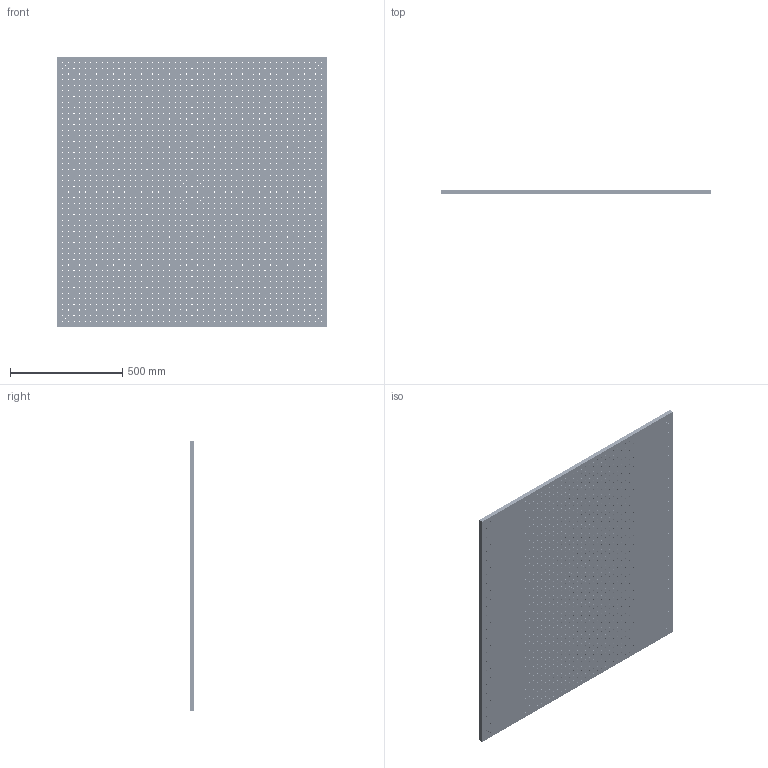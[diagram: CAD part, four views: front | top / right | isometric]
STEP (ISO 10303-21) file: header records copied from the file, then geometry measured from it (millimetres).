
FILE_DESCRIPTION (( 'STEP AP203' ), '1' );
FILE_NAME ('516013.STEP', '2025-04-30T09:44:20', ( 'Windows User' ), ( 'P R C' ), 'SwSTEP 2.0', 'SolidWorks 2020', '' );
FILE_SCHEMA (( 'CONFIG_CONTROL_DESIGN' ));
Products named in the file (1): 516013
Bounding box: 1200 x 19 x 1200 mm (x, y, z)
Volume: 26528114.4 mm3; surface area: 3546963.1 mm2
Topology: 1 solids, 1 shells, 2239 faces, 6691 edges, 4462 vertices
Faces by surface type: cylinder 2225, plane 14
Full cylindrical faces by diameter (mm): 5 x2209, 5.8 x4, 6.23 x4, 11 x8
Entity records: 75931 total; most frequent: DIRECTION 13392, CARTESIAN_POINT 11160, ORIENTED_EDGE 8924, EDGE_LOOP 8906, AXIS2_PLACEMENT_3D 6690, FACE_OUTER_BOUND 4464, EDGE_CURVE 4462, VERTEX_POINT 4458
